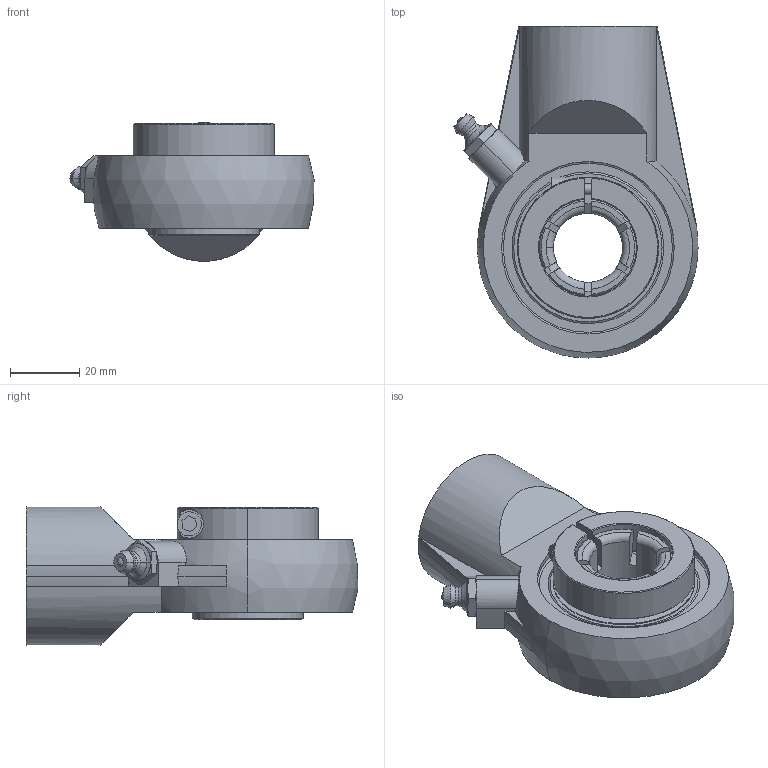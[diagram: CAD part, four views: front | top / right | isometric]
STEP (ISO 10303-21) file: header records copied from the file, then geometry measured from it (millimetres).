
FILE_DESCRIPTION(('HOOPS Exchange Step'),'2;1');
FILE_NAME('export-A9CC1780-2EED-471A-A224-50C01E7B7E45.stp','2019-12-13T13:42:40-08:00',('ibuslach'),('Alibre'),'HOOPS Exchange 2019.2','Alibre','Unknown authorisation');
FILE_SCHEMA( ('AP242_MANAGED_MODEL_BASED_3D_ENGINEERING_MIM_LF {1 0 10303 442 1 1 4 }') );
Length unit declared in the file: centimetre
Products named in the file (8): MRN SHA 204; ZERK 6mm; SUE 204 RACES; SUE 204 SHIELD; SUE 204 LOCK RING; SUE 204 BOLT; MRN SUE 204; MRN SUEHA 204
Assembly tree (8 placements, depth 3):
  MRN SUEHA 204
    MRN SHA 204
    ZERK 6mm
    MRN SUE 204
      SUE 204 RACES
      SUE 204 SHIELD  x2
      SUE 204 LOCK RING
      SUE 204 BOLT
Bounding box: 70.47 x 95.8 x 39.97 mm (x, y, z)
Volume: 91541.9 mm3; surface area: 35865 mm2
Topology: 8 solids, 8 shells, 237 faces, 639 edges, 417 vertices
Faces by surface type: plane 77, cone 59, cylinder 58, torus 28, sphere 11, bspline 4
Full cylindrical faces by diameter (mm): 1.474 x2, 3.242 x2, 4 x1, 6 x2, 7 x1, 19.05 x1, 20 x1, 32 x4, 32.508 x2, 40 x2, 40.792 x2, 49.818 x2
Entity records: 11929 total; most frequent: CARTESIAN_POINT 5971, DIRECTION 1263, ORIENTED_EDGE 1224, EDGE_CURVE 612, AXIS2_PLACEMENT_3D 537, VERTEX_POINT 403, CIRCLE 279, EDGE_LOOP 255
